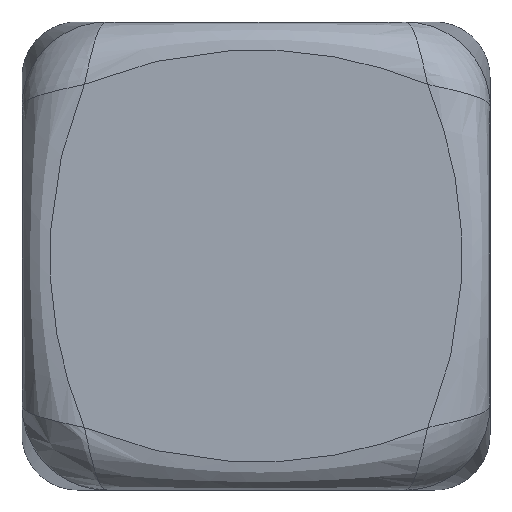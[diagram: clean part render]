
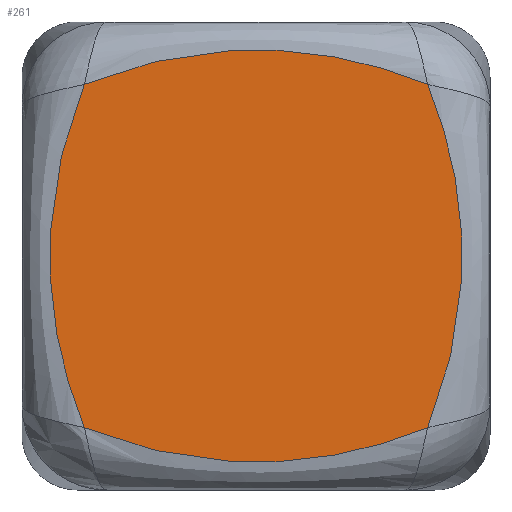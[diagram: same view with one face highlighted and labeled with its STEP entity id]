
A CAD part, left-side view. The second image highlights one B-rep face of the part: STEP entity #261.
In plain terms, the highlighted planar face has unit normal (-1, 0, 0).
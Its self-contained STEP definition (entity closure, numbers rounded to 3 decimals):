
#35=(
BOUNDED_CURVE()
B_SPLINE_CURVE(3,(#4545,#4546,#4547,#4548,#4549,#4550,#4551,#4552),
 .UNSPECIFIED.,.F.,.F.)
B_SPLINE_CURVE_WITH_KNOTS((4,1,1,1,1,4),(0.409,0.694,
1.389,1.714,2.04,2.369),
 .UNSPECIFIED.)
CURVE()
GEOMETRIC_REPRESENTATION_ITEM()
RATIONAL_B_SPLINE_CURVE((1.,1.,1.,1.,1.,1.,1.,1.))
REPRESENTATION_ITEM('')
);
#37=(
BOUNDED_CURVE()
B_SPLINE_CURVE(3,(#4556,#4557,#4558,#4559,#4560,#4561,#4562,#4563,#4564,
#4565,#4566,#4567,#4568,#4569,#4570,#4571),.UNSPECIFIED.,.F.,.F.)
B_SPLINE_CURVE_WITH_KNOTS((4,3,3,3,3,4),(0.409,0.694,
1.389,1.714,2.04,2.369),
 .UNSPECIFIED.)
CURVE()
GEOMETRIC_REPRESENTATION_ITEM()
RATIONAL_B_SPLINE_CURVE((1.,1.,1.,1.,1.,1.,1.,1.,1.,1.,1.,1.,1.,1.,1.,1.))
REPRESENTATION_ITEM('')
);
#44=(
BOUNDED_CURVE()
B_SPLINE_CURVE(3,(#4614,#4615,#4616,#4617,#4618,#4619,#4620,#4621,#4622,
#4623,#4624,#4625,#4626,#4627,#4628,#4629),.UNSPECIFIED.,.F.,.F.)
B_SPLINE_CURVE_WITH_KNOTS((4,3,3,3,3,4),(0.409,0.694,
1.389,1.714,2.04,2.369),
 .UNSPECIFIED.)
CURVE()
GEOMETRIC_REPRESENTATION_ITEM()
RATIONAL_B_SPLINE_CURVE((1.,1.,1.,1.,1.,1.,
1.,1.,1.,1.,1.,1.,1.,1.,1.,1.))
REPRESENTATION_ITEM('')
);
#46=(
BOUNDED_CURVE()
B_SPLINE_CURVE(3,(#4646,#4647,#4648,#4649,#4650,#4651,#4652,#4653,#4654,
#4655,#4656,#4657,#4658,#4659,#4660,#4661),.UNSPECIFIED.,.F.,.F.)
B_SPLINE_CURVE_WITH_KNOTS((4,3,3,3,3,4),(0.409,0.694,
1.389,1.714,2.04,2.369),
 .UNSPECIFIED.)
CURVE()
GEOMETRIC_REPRESENTATION_ITEM()
RATIONAL_B_SPLINE_CURVE((1.,1.,1.,1.,1.,1.,1.,1.,1.,1.,
1.,1.,1.,1.,1.,1.))
REPRESENTATION_ITEM('')
);
#261=ADVANCED_FACE('',(#357),#1503,.T.);
#357=FACE_OUTER_BOUND('',#457,.T.);
#457=EDGE_LOOP('',(#828,#829,#830,#831));
#828=ORIENTED_EDGE('',*,*,#1102,.T.);
#829=ORIENTED_EDGE('',*,*,#1109,.T.);
#830=ORIENTED_EDGE('',*,*,#1100,.T.);
#831=ORIENTED_EDGE('',*,*,#1111,.F.);
#1100=EDGE_CURVE('',#1442,#1441,#35,.T.);
#1102=EDGE_CURVE('',#1440,#1443,#37,.T.);
#1109=EDGE_CURVE('',#1443,#1442,#44,.T.);
#1111=EDGE_CURVE('',#1440,#1441,#46,.T.);
#1440=VERTEX_POINT('',#4484);
#1441=VERTEX_POINT('',#4485);
#1442=VERTEX_POINT('',#4486);
#1443=VERTEX_POINT('',#4487);
#1503=PLANE('',#1569);
#1569=AXIS2_PLACEMENT_3D('',#3603,#1618,$);
#1618=DIRECTION('',(-1.,0.,0.));
#3603=CARTESIAN_POINT('',(-3.05,1.27,0.035));
#4484=CARTESIAN_POINT('',(-3.05,0.932,2.237));
#4485=CARTESIAN_POINT('',(-3.05,-0.932,2.237));
#4486=CARTESIAN_POINT('',(-3.05,-0.932,0.373));
#4487=CARTESIAN_POINT('',(-3.05,0.932,0.373));
#4545=CARTESIAN_POINT('',(-3.05,-0.932,0.373));
#4546=CARTESIAN_POINT('',(-3.05,-0.965,0.456));
#4547=CARTESIAN_POINT('',(-3.05,-1.069,0.749));
#4548=CARTESIAN_POINT('',(-3.05,-1.137,1.181));
#4549=CARTESIAN_POINT('',(-3.05,-1.104,1.631));
#4550=CARTESIAN_POINT('',(-3.05,-1.038,1.945));
#4551=CARTESIAN_POINT('',(-3.05,-0.97,2.141));
#4552=CARTESIAN_POINT('',(-3.05,-0.932,2.237));
#4556=CARTESIAN_POINT('',(-3.05,0.932,2.237));
#4557=CARTESIAN_POINT('',(-3.05,0.965,2.154));
#4558=CARTESIAN_POINT('',(-3.05,0.995,2.069));
#4559=CARTESIAN_POINT('',(-3.05,1.021,1.981));
#4560=CARTESIAN_POINT('',(-3.05,1.084,1.767));
#4561=CARTESIAN_POINT('',(-3.05,1.12,1.537));
#4562=CARTESIAN_POINT('',(-3.05,1.12,1.305));
#4563=CARTESIAN_POINT('',(-3.05,1.12,1.197));
#4564=CARTESIAN_POINT('',(-3.05,1.112,1.088));
#4565=CARTESIAN_POINT('',(-3.05,1.097,0.982));
#4566=CARTESIAN_POINT('',(-3.05,1.082,0.875));
#4567=CARTESIAN_POINT('',(-3.05,1.06,0.771));
#4568=CARTESIAN_POINT('',(-3.05,1.033,0.67));
#4569=CARTESIAN_POINT('',(-3.05,1.004,0.568));
#4570=CARTESIAN_POINT('',(-3.05,0.97,0.469));
#4571=CARTESIAN_POINT('',(-3.05,0.932,0.373));
#4614=CARTESIAN_POINT('',(-3.05,0.932,0.373));
#4615=CARTESIAN_POINT('',(-3.05,0.849,0.34));
#4616=CARTESIAN_POINT('',(-3.05,0.764,0.31));
#4617=CARTESIAN_POINT('',(-3.05,0.676,0.284));
#4618=CARTESIAN_POINT('',(-3.05,0.462,0.221));
#4619=CARTESIAN_POINT('',(-3.05,0.232,0.185));
#4620=CARTESIAN_POINT('',(-3.05,0.,0.185));
#4621=CARTESIAN_POINT('',(-3.05,-0.108,0.185));
#4622=CARTESIAN_POINT('',(-3.05,-0.217,0.193));
#4623=CARTESIAN_POINT('',(-3.05,-0.323,0.208));
#4624=CARTESIAN_POINT('',(-3.05,-0.43,0.223));
#4625=CARTESIAN_POINT('',(-3.05,-0.534,0.245));
#4626=CARTESIAN_POINT('',(-3.05,-0.635,0.272));
#4627=CARTESIAN_POINT('',(-3.05,-0.737,0.301));
#4628=CARTESIAN_POINT('',(-3.05,-0.836,0.335));
#4629=CARTESIAN_POINT('',(-3.05,-0.932,0.373));
#4646=CARTESIAN_POINT('',(-3.05,0.932,2.237));
#4647=CARTESIAN_POINT('',(-3.05,0.849,2.27));
#4648=CARTESIAN_POINT('',(-3.05,0.764,2.3));
#4649=CARTESIAN_POINT('',(-3.05,0.676,2.326));
#4650=CARTESIAN_POINT('',(-3.05,0.462,2.389));
#4651=CARTESIAN_POINT('',(-3.05,0.232,2.425));
#4652=CARTESIAN_POINT('',(-3.05,0.,2.425));
#4653=CARTESIAN_POINT('',(-3.05,-0.108,2.425));
#4654=CARTESIAN_POINT('',(-3.05,-0.217,2.417));
#4655=CARTESIAN_POINT('',(-3.05,-0.323,2.402));
#4656=CARTESIAN_POINT('',(-3.05,-0.43,2.387));
#4657=CARTESIAN_POINT('',(-3.05,-0.534,2.365));
#4658=CARTESIAN_POINT('',(-3.05,-0.635,2.338));
#4659=CARTESIAN_POINT('',(-3.05,-0.737,2.309));
#4660=CARTESIAN_POINT('',(-3.05,-0.836,2.275));
#4661=CARTESIAN_POINT('',(-3.05,-0.932,2.237));
